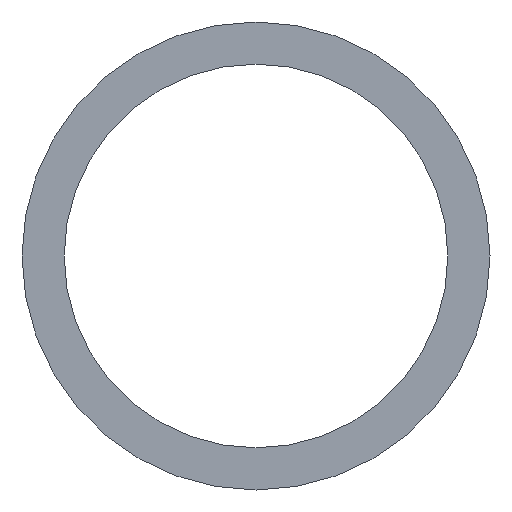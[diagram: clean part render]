
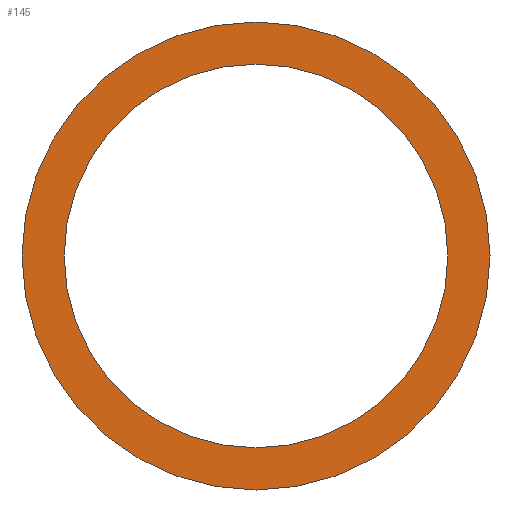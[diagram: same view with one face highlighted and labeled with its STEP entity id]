
A CAD part, front view. The second image highlights one B-rep face of the part: STEP entity #145.
In plain terms, the highlighted planar face has unit normal (0, -1, 0).
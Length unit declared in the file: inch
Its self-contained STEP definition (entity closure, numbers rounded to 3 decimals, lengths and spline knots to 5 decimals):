
#16 = FACE_OUTER_BOUND ( 'NONE', #217, .T. ) ;
#22 = CARTESIAN_POINT ( 'NONE',  ( 0., 0., 0.5 ) ) ;
#25 = DIRECTION ( 'NONE',  ( 0., 1., 0. ) ) ;
#26 = DIRECTION ( 'NONE',  ( 0., 0., 1. ) ) ;
#27 = DIRECTION ( 'NONE',  ( 0., 1., 0. ) ) ;
#42 = PLANE ( 'NONE',  #133 ) ;
#43 = AXIS2_PLACEMENT_3D ( 'NONE', #46, #45, #44 ) ;
#44 = DIRECTION ( 'NONE',  ( 0., 0., 1. ) ) ;
#45 = DIRECTION ( 'NONE',  ( 0., 1., 0. ) ) ;
#46 = CARTESIAN_POINT ( 'NONE',  ( 0., 0., 0. ) ) ;
#55 = DIRECTION ( 'NONE',  ( 0., 0., 1. ) ) ;
#58 = CARTESIAN_POINT ( 'NONE',  ( 0., 0., 0. ) ) ;
#62 = CARTESIAN_POINT ( 'NONE',  ( 0., 0., 0. ) ) ;
#65 = AXIS2_PLACEMENT_3D ( 'NONE', #58, #25, #55 ) ;
#68 = CIRCLE ( 'NONE', #110, 0.41 ) ;
#90 = CIRCLE ( 'NONE', #65, 0.5 ) ;
#94 = FACE_BOUND ( 'NONE', #216, .T. ) ;
#103 = EDGE_CURVE ( 'NONE', #158, #211, #90, .T. ) ;
#105 = CIRCLE ( 'NONE', #43, 0.5 ) ;
#106 = EDGE_CURVE ( 'NONE', #211, #158, #105, .T. ) ;
#110 = AXIS2_PLACEMENT_3D ( 'NONE', #136, #134, #116 ) ;
#114 = CARTESIAN_POINT ( 'NONE',  ( 0., 0., -0.41 ) ) ;
#116 = DIRECTION ( 'NONE',  ( 0., 0., 1. ) ) ;
#133 = AXIS2_PLACEMENT_3D ( 'NONE', #62, #27, #26 ) ;
#134 = DIRECTION ( 'NONE',  ( 0., 1., 0. ) ) ;
#136 = CARTESIAN_POINT ( 'NONE',  ( 0., 0., 0. ) ) ;
#141 = CARTESIAN_POINT ( 'NONE',  ( 0., 0., 0.41 ) ) ;
#145 = ADVANCED_FACE ( 'NONE', ( #16, #94 ), #42, .F. ) ;
#157 = CARTESIAN_POINT ( 'NONE',  ( 0., 0., -0.5 ) ) ;
#158 = VERTEX_POINT ( 'NONE', #22 ) ;
#172 = CIRCLE ( 'NONE', #198, 0.41 ) ;
#177 = EDGE_CURVE ( 'NONE', #196, #225, #172, .T. ) ;
#189 = EDGE_CURVE ( 'NONE', #225, #196, #68, .T. ) ;
#196 = VERTEX_POINT ( 'NONE', #114 ) ;
#198 = AXIS2_PLACEMENT_3D ( 'NONE', #228, #214, #213 ) ;
#209 = ORIENTED_EDGE ( 'NONE', *, *, #177, .T. ) ;
#211 = VERTEX_POINT ( 'NONE', #157 ) ;
#213 = DIRECTION ( 'NONE',  ( 0., 0., 1. ) ) ;
#214 = DIRECTION ( 'NONE',  ( 0., 1., 0. ) ) ;
#216 = EDGE_LOOP ( 'NONE', ( #209, #244 ) ) ;
#217 = EDGE_LOOP ( 'NONE', ( #247, #245 ) ) ;
#225 = VERTEX_POINT ( 'NONE', #141 ) ;
#228 = CARTESIAN_POINT ( 'NONE',  ( 0., 0., 0. ) ) ;
#244 = ORIENTED_EDGE ( 'NONE', *, *, #189, .T. ) ;
#245 = ORIENTED_EDGE ( 'NONE', *, *, #103, .F. ) ;
#247 = ORIENTED_EDGE ( 'NONE', *, *, #106, .F. ) ;
